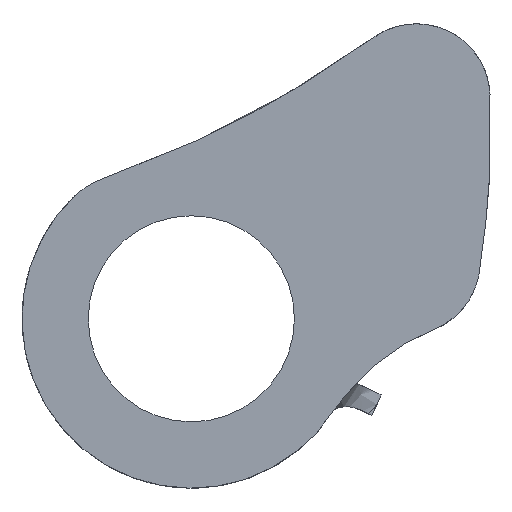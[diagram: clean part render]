
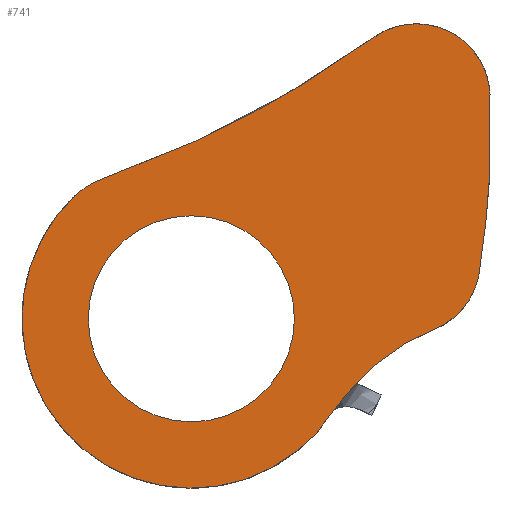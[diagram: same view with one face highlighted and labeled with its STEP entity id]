
A CAD part, front view. The second image highlights one B-rep face of the part: STEP entity #741.
In plain terms, the highlighted planar face has unit normal (0, -1, 0).
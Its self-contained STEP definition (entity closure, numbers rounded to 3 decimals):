
#20=FACE_BOUND('',#137,.T.);
#23=CIRCLE('',#797,11.5);
#24=CIRCLE('',#798,7.);
#58=PLANE('',#796);
#77=(
BOUNDED_CURVE()
B_SPLINE_CURVE(5,(#1128,#1129,#1130,#1131,#1132,#1133,#1134),
 .UNSPECIFIED.,.F.,.F.)
B_SPLINE_CURVE_WITH_KNOTS((6,1,6),(0.81,0.9,0.942),
 .UNSPECIFIED.)
CURVE()
GEOMETRIC_REPRESENTATION_ITEM()
RATIONAL_B_SPLINE_CURVE((1.,1.,1.,1.,1.,1.,1.))
REPRESENTATION_ITEM('')
);
#78=(
BOUNDED_CURVE()
B_SPLINE_CURVE(5,(#1135,#1136,#1137,#1138,#1139,#1140),.UNSPECIFIED.,.F.,
 .F.)
B_SPLINE_CURVE_WITH_KNOTS((6,6),(0.942,1.),.UNSPECIFIED.)
CURVE()
GEOMETRIC_REPRESENTATION_ITEM()
RATIONAL_B_SPLINE_CURVE((1.,1.,1.,1.,1.,1.))
REPRESENTATION_ITEM('')
);
#79=(
BOUNDED_CURVE()
B_SPLINE_CURVE(5,(#1240,#1241,#1242,#1243,#1244,#1245,#1246,#1247,#1248,
#1249,#1250,#1251),.UNSPECIFIED.,.F.,.F.)
B_SPLINE_CURVE_WITH_KNOTS((6,1,1,1,1,1,1,6),(0.241,0.3,0.4,
0.5,0.6,0.7,0.8,0.81),.UNSPECIFIED.)
CURVE()
GEOMETRIC_REPRESENTATION_ITEM()
RATIONAL_B_SPLINE_CURVE((1.,1.,1.,1.,1.,1.,1.,1.,1.,1.,1.,1.))
REPRESENTATION_ITEM('')
);
#80=(
BOUNDED_CURVE()
B_SPLINE_CURVE(5,(#1313,#1314,#1315,#1316,#1317,#1318,#1319,#1320,#1321,
#1322,#1323),.UNSPECIFIED.,.F.,.F.)
B_SPLINE_CURVE_WITH_KNOTS((6,1,1,1,1,1,6),(0.38,0.4,0.5,0.6,
0.7,0.8,0.874),.UNSPECIFIED.)
CURVE()
GEOMETRIC_REPRESENTATION_ITEM()
RATIONAL_B_SPLINE_CURVE((1.,1.,1.,1.,1.,1.,1.,1.,1.,1.,1.))
REPRESENTATION_ITEM('')
);
#92=FACE_OUTER_BOUND('',#136,.T.);
#136=EDGE_LOOP('',(#519,#520,#521,#522,#523,#524,#525,#526,#527));
#137=EDGE_LOOP('',(#528));
#292=B_SPLINE_CURVE_WITH_KNOTS('',3,(#1304,#1305,#1306,#1307,#1308,#1309,
#1310),.UNSPECIFIED.,.F.,.F.,(4,3,4),(0.,0.224,0.524),
 .UNSPECIFIED.);
#293=B_SPLINE_CURVE_WITH_KNOTS('',3,(#1325,#1326,#1327,#1328,#1329,#1330,
#1331,#1332,#1333,#1334,#1335,#1336,#1337),.UNSPECIFIED.,.F.,.F.,(4,3,3,
3,4),(0.,0.307,0.46,0.767,1.074),
 .UNSPECIFIED.);
#294=B_SPLINE_CURVE_WITH_KNOTS('',3,(#1339,#1340,#1341,#1342,#1343,#1344),
 .UNSPECIFIED.,.F.,.F.,(4,2,4),(0.088,2.012,3.724),
 .UNSPECIFIED.);
#295=B_SPLINE_CURVE_WITH_KNOTS('',3,(#1346,#1347,#1348,#1349),
 .UNSPECIFIED.,.F.,.F.,(4,4),(0.,0.204),.UNSPECIFIED.);
#303=VERTEX_POINT('',#1057);
#309=VERTEX_POINT('',#1114);
#310=VERTEX_POINT('',#1127);
#318=VERTEX_POINT('',#1235);
#322=VERTEX_POINT('',#1299);
#323=VERTEX_POINT('',#1312);
#324=VERTEX_POINT('',#1324);
#325=VERTEX_POINT('',#1338);
#326=VERTEX_POINT('',#1345);
#327=VERTEX_POINT('',#1351);
#383=EDGE_CURVE('',#309,#310,#77,.T.);
#384=EDGE_CURVE('',#310,#303,#78,.T.);
#395=EDGE_CURVE('',#318,#309,#79,.T.);
#400=EDGE_CURVE('',#318,#322,#292,.T.);
#401=EDGE_CURVE('',#323,#322,#80,.T.);
#402=EDGE_CURVE('',#323,#324,#293,.T.);
#403=EDGE_CURVE('',#325,#324,#294,.T.);
#404=EDGE_CURVE('',#325,#326,#295,.T.);
#405=EDGE_CURVE('',#326,#303,#23,.T.);
#406=EDGE_CURVE('',#327,#327,#24,.T.);
#519=ORIENTED_EDGE('',*,*,#400,.T.);
#520=ORIENTED_EDGE('',*,*,#401,.F.);
#521=ORIENTED_EDGE('',*,*,#402,.T.);
#522=ORIENTED_EDGE('',*,*,#403,.F.);
#523=ORIENTED_EDGE('',*,*,#404,.T.);
#524=ORIENTED_EDGE('',*,*,#405,.T.);
#525=ORIENTED_EDGE('',*,*,#384,.F.);
#526=ORIENTED_EDGE('',*,*,#383,.F.);
#527=ORIENTED_EDGE('',*,*,#395,.F.);
#528=ORIENTED_EDGE('',*,*,#406,.T.);
#741=ADVANCED_FACE('',(#92,#20),#58,.T.);
#796=AXIS2_PLACEMENT_3D('',#1311,#874,#875);
#797=AXIS2_PLACEMENT_3D('',#1350,#876,#877);
#798=AXIS2_PLACEMENT_3D('',#1352,#878,#879);
#874=DIRECTION('center_axis',(0.,-1.,0.));
#875=DIRECTION('ref_axis',(1.,0.,0.));
#876=DIRECTION('center_axis',(0.,-1.,0.));
#877=DIRECTION('ref_axis',(1.,0.,0.));
#878=DIRECTION('center_axis',(0.,1.,0.));
#879=DIRECTION('ref_axis',(1.,0.,0.));
#1057=CARTESIAN_POINT('',(9.716,0.,-6.151));
#1114=CARTESIAN_POINT('',(11.207,0.,-4.381));
#1127=CARTESIAN_POINT('',(10.161,0.,-5.583));
#1128=CARTESIAN_POINT('Ctrl Pts',(11.207,0.,-4.381));
#1129=CARTESIAN_POINT('Ctrl Pts',(11.061,0.,-4.537));
#1130=CARTESIAN_POINT('Ctrl Pts',(10.848,0.,-4.769));
#1131=CARTESIAN_POINT('Ctrl Pts',(10.638,0.,-5.008));
#1132=CARTESIAN_POINT('Ctrl Pts',(10.431,0.,-5.253));
#1133=CARTESIAN_POINT('Ctrl Pts',(10.226,0.,-5.503));
#1134=CARTESIAN_POINT('Ctrl Pts',(10.161,0.,-5.583));
#1135=CARTESIAN_POINT('Ctrl Pts',(10.161,0.,-5.583));
#1136=CARTESIAN_POINT('Ctrl Pts',(10.071,0.,-5.695));
#1137=CARTESIAN_POINT('Ctrl Pts',(9.982,0.,-5.807));
#1138=CARTESIAN_POINT('Ctrl Pts',(9.893,0.,-5.921));
#1139=CARTESIAN_POINT('Ctrl Pts',(9.804,0.,-6.036));
#1140=CARTESIAN_POINT('Ctrl Pts',(9.716,0.,-6.151));
#1235=CARTESIAN_POINT('',(16.429,0.,-0.756));
#1240=CARTESIAN_POINT('Ctrl Pts',(16.429,0.,-0.756));
#1241=CARTESIAN_POINT('Ctrl Pts',(16.309,0.,-0.803));
#1242=CARTESIAN_POINT('Ctrl Pts',(15.985,0.,-0.934));
#1243=CARTESIAN_POINT('Ctrl Pts',(15.464,0.,-1.163));
#1244=CARTESIAN_POINT('Ctrl Pts',(14.76,0.,-1.518));
#1245=CARTESIAN_POINT('Ctrl Pts',(13.89,0.,-2.043));
#1246=CARTESIAN_POINT('Ctrl Pts',(12.983,0.,-2.705));
#1247=CARTESIAN_POINT('Ctrl Pts',(12.271,0.,-3.317));
#1248=CARTESIAN_POINT('Ctrl Pts',(11.749,0.,-3.818));
#1249=CARTESIAN_POINT('Ctrl Pts',(11.403,0.,-4.173));
#1250=CARTESIAN_POINT('Ctrl Pts',(11.223,0.,-4.363));
#1251=CARTESIAN_POINT('Ctrl Pts',(11.207,0.,-4.381));
#1299=CARTESIAN_POINT('',(19.55,0.,3.136));
#1304=CARTESIAN_POINT('Ctrl Pts',(16.429,0.,
-0.756));
#1305=CARTESIAN_POINT('Ctrl Pts',(17.124,0.,
-0.485));
#1306=CARTESIAN_POINT('Ctrl Pts',(17.758,0.,
-0.055));
#1307=CARTESIAN_POINT('Ctrl Pts',(18.266,0.,
0.491));
#1308=CARTESIAN_POINT('Ctrl Pts',(18.943,0.,
1.218));
#1309=CARTESIAN_POINT('Ctrl Pts',(19.398,0.,
2.153));
#1310=CARTESIAN_POINT('Ctrl Pts',(19.55,0.,
3.136));
#1311=CARTESIAN_POINT('Origin',(-9.213,0.,-5.508));
#1312=CARTESIAN_POINT('',(20.281,0.,15.256));
#1313=CARTESIAN_POINT('Ctrl Pts',(20.281,0.,15.256));
#1314=CARTESIAN_POINT('Ctrl Pts',(20.285,0.,15.159));
#1315=CARTESIAN_POINT('Ctrl Pts',(20.31,0.,14.578));
#1316=CARTESIAN_POINT('Ctrl Pts',(20.342,0.,13.512));
#1317=CARTESIAN_POINT('Ctrl Pts',(20.351,0.,11.956));
#1318=CARTESIAN_POINT('Ctrl Pts',(20.289,0.,9.904));
#1319=CARTESIAN_POINT('Ctrl Pts',(20.119,0.,7.575));
#1320=CARTESIAN_POINT('Ctrl Pts',(19.917,0.,5.727));
#1321=CARTESIAN_POINT('Ctrl Pts',(19.735,0.,4.369));
#1322=CARTESIAN_POINT('Ctrl Pts',(19.607,0.,3.504));
#1323=CARTESIAN_POINT('Ctrl Pts',(19.55,0.,3.136));
#1324=CARTESIAN_POINT('',(12.394,0.,19.109));
#1325=CARTESIAN_POINT('Ctrl Pts',(20.281,0.,
15.256));
#1326=CARTESIAN_POINT('Ctrl Pts',(20.235,0.,
16.275));
#1327=CARTESIAN_POINT('Ctrl Pts',(19.866,0.,
17.276));
#1328=CARTESIAN_POINT('Ctrl Pts',(19.244,0.,
18.084));
#1329=CARTESIAN_POINT('Ctrl Pts',(18.933,0.,
18.489));
#1330=CARTESIAN_POINT('Ctrl Pts',(18.559,0.,
18.845));
#1331=CARTESIAN_POINT('Ctrl Pts',(18.14,0.,
19.135));
#1332=CARTESIAN_POINT('Ctrl Pts',(17.301,0.,
19.716));
#1333=CARTESIAN_POINT('Ctrl Pts',(16.282,0.,
20.034));
#1334=CARTESIAN_POINT('Ctrl Pts',(15.264,0.,
20.03));
#1335=CARTESIAN_POINT('Ctrl Pts',(14.245,0.,
20.025));
#1336=CARTESIAN_POINT('Ctrl Pts',(13.227,0.,
19.699));
#1337=CARTESIAN_POINT('Ctrl Pts',(12.394,0.,
19.109));
#1338=CARTESIAN_POINT('',(-6.083,0.,9.483));
#1339=CARTESIAN_POINT('Ctrl Pts',(-6.083,0.,
9.483));
#1340=CARTESIAN_POINT('Ctrl Pts',(-0.162,0.,
11.577));
#1341=CARTESIAN_POINT('Ctrl Pts',(4.091,0.,
13.886));
#1342=CARTESIAN_POINT('Ctrl Pts',(8.462,0.,
16.433));
#1343=CARTESIAN_POINT('Ctrl Pts',(10.462,0.,
17.739));
#1344=CARTESIAN_POINT('Ctrl Pts',(12.394,0.,
19.109));
#1345=CARTESIAN_POINT('',(-7.813,0.,8.438));
#1346=CARTESIAN_POINT('Ctrl Pts',(-6.083,0.,
9.483));
#1347=CARTESIAN_POINT('Ctrl Pts',(-6.723,0.,
9.257));
#1348=CARTESIAN_POINT('Ctrl Pts',(-7.316,0.,
8.899));
#1349=CARTESIAN_POINT('Ctrl Pts',(-7.813,0.,
8.438));
#1350=CARTESIAN_POINT('Origin',(0.,0.,0.));
#1351=CARTESIAN_POINT('',(-7.,0.,0.));
#1352=CARTESIAN_POINT('Origin',(0.,0.,0.));
